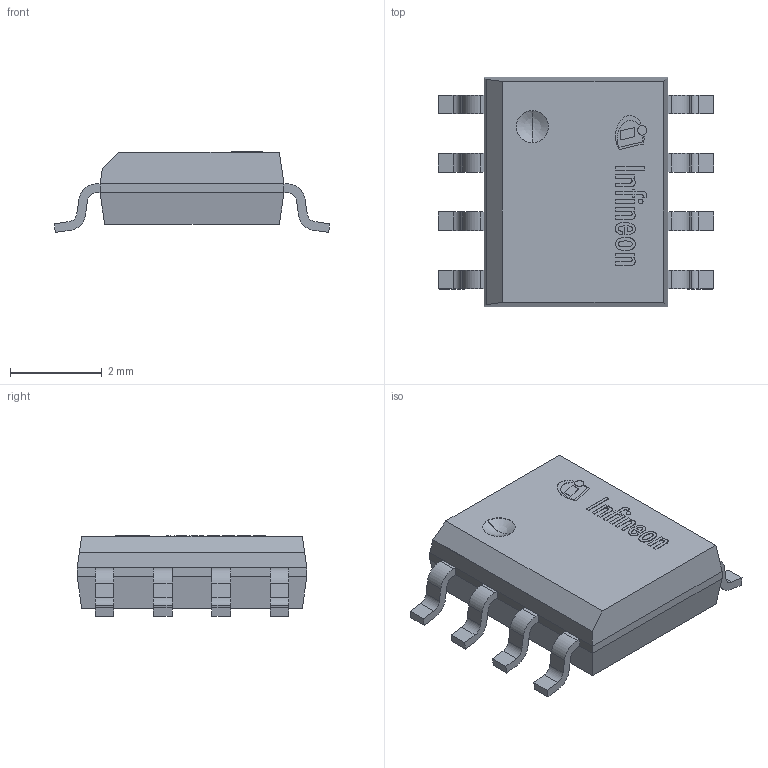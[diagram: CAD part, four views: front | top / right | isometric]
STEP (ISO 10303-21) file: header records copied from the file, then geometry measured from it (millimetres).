
FILE_DESCRIPTION((''),'2;1');
FILE_NAME('DSO-8-16.stp','2014-05-13T10:02:27',(''),(''),'Mechanical Desktop 2011','Mechanical Desktop 2011',', , ');
FILE_SCHEMA(('AUTOMOTIVE_DESIGN { 1 2 10303 214 1 1 1 1 }'));
Length unit declared in the file: millimetre
Products named in the file (1): Product
Bounding box: 6 x 5 x 1.76 mm (x, y, z)
Volume: 31 mm3; surface area: 162.2 mm2
Topology: 24 solids, 24 shells, 347 faces, 897 edges, 593 vertices
Faces by surface type: plane 147, cylinder 138, bspline 58, sphere 4
Entity records: 10915 total; most frequent: CARTESIAN_POINT 2276, DIRECTION 1785, ORIENTED_EDGE 1782, EDGE_CURVE 891, AXIS2_PLACEMENT_3D 604, VERTEX_POINT 593, VECTOR 577, LINE 577
